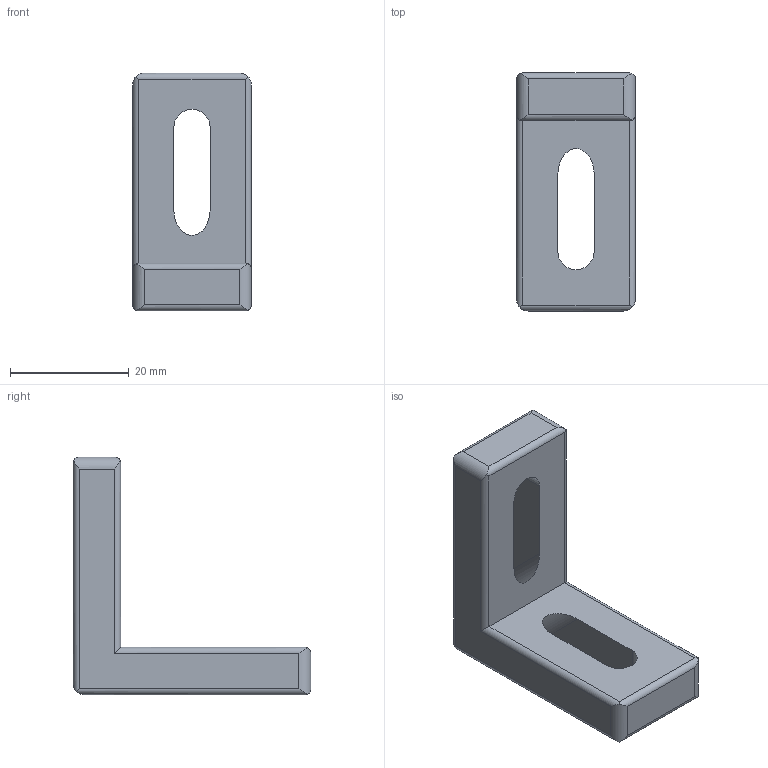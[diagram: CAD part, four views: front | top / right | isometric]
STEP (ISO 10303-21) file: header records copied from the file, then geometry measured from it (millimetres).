
FILE_DESCRIPTION (( 'STEP AP203' ), '1' );
FILE_NAME ('202350100_c_1.STEP', '2022-11-20T03:10:15', ( '' ), ( '' ), 'SwSTEP 2.0', 'SolidWorks 2014', '' );
FILE_SCHEMA (( 'CONFIG_CONTROL_DESIGN' ));
Length unit declared in the file: millimetre
Products named in the file (1): 202350100_c_1
Bounding box: 20 x 40 x 40 mm (x, y, z)
Volume: 9136.2 mm3; surface area: 4510.4 mm2
Topology: 1 solids, 1 shells, 34 faces, 94 edges, 62 vertices
Faces by surface type: cylinder 22, plane 12
Entity records: 1285 total; most frequent: CARTESIAN_POINT 419, ORIENTED_EDGE 188, DIRECTION 130, EDGE_CURVE 94, VERTEX_POINT 62, VECTOR 52, LINE 52, AXIS2_PLACEMENT_3D 39
